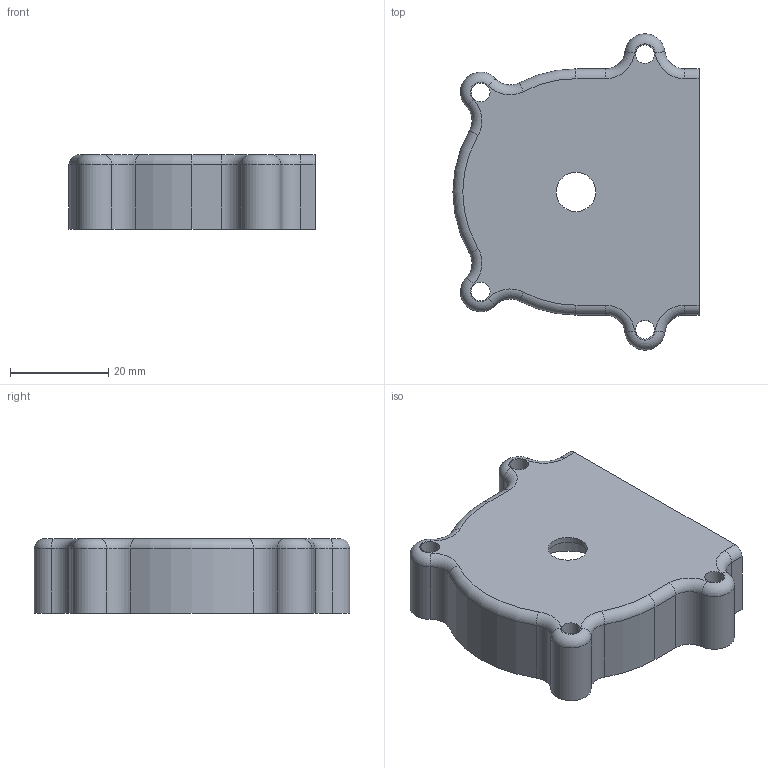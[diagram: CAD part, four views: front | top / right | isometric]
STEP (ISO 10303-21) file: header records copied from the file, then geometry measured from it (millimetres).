
FILE_DESCRIPTION(/* description */ (''),/* implementation_level */ '2;1');
FILE_NAME(/* name */ 'rear body.stp',/* time_stamp */ '2022-02-01T20:23:47+01:00',/* author */ ('Michał Janus'),/* organization */ (''),/* preprocessor_version */ 'ST-DEVELOPER v18.1',/* originating_system */ 'Autodesk Inventor 2022',/* authorisation */ '');
FILE_SCHEMA (('AUTOMOTIVE_DESIGN { 1 0 10303 214 3 1 1 }'));
Length unit declared in the file: millimetre
Products named in the file (1): 2czesc korpusu pompy
Bounding box: 50 x 64.17 x 15.1 mm (x, y, z)
Volume: 20366.4 mm3; surface area: 10056.1 mm2
Topology: 1 solids, 1 shells, 62 faces, 159 edges, 100 vertices
Faces by surface type: cylinder 30, plane 17, torus 15
Full cylindrical faces by diameter (mm): 3.8 x4, 8 x1, 16 x1
Entity records: 1985 total; most frequent: DIRECTION 370, CARTESIAN_POINT 344, ORIENTED_EDGE 318, EDGE_CURVE 159, AXIS2_PLACEMENT_3D 150, VERTEX_POINT 100, CIRCLE 87, EDGE_LOOP 73
